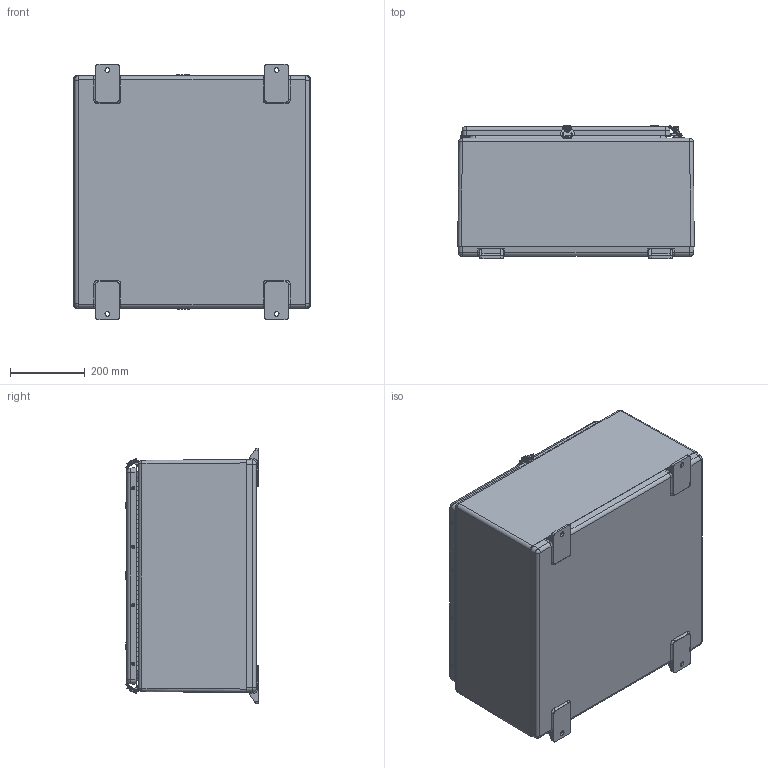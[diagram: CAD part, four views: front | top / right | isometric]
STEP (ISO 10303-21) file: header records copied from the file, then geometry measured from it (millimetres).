
FILE_DESCRIPTION (( 'STEP AP214' ), '1' );
FILE_NAME ('T242412HWTSL.STEP', '2020-10-06T16:03:01', ( '' ), ( '' ), 'SwSTEP 2.0', 'SolidWorks 2019', '' );
FILE_SCHEMA (( 'AUTOMOTIVE_DESIGN' ));
Length unit declared in the file: inch
Products named in the file (1): T242412HWTSL
Bounding box: 634.51 x 357.16 x 685.8 mm (x, y, z)
Volume: 8791551.6 mm3; surface area: 3643142.9 mm2
Topology: 93 solids, 93 shells, 1968 faces, 4853 edges, 3124 vertices
Faces by surface type: plane 906, cylinder 813, bspline 132, cone 93, torus 24
Full cylindrical faces by diameter (mm): 1.702 x4, 1.905 x8, 2.21 x4, 2.489 x4, 2.54 x12, 2.64 x8, 2.794 x4, 3.175 x53, 3.302 x12, 3.378 x12, 3.429 x4, 3.531 x4, 3.556 x24, 3.683 x2, 4.572 x4, 4.75 x8, 4.762 x4, 4.763 x4, 4.8 x4, 4.851 x8, 5 x1, 5.105 x16, 5.283 x4, 5.41 x4, 5.5 x1, 6.35 x23, 7.137 x6, 7.188 x8, 7.264 x4, 9.068 x8
Entity records: 64851 total; most frequent: CARTESIAN_POINT 18939, DIRECTION 9137, ORIENTED_EDGE 8662, EDGE_CURVE 4331, AXIS2_PLACEMENT_3D 3430, VERTEX_POINT 3024, EDGE_LOOP 2799, FACE_OUTER_BOUND 2320
